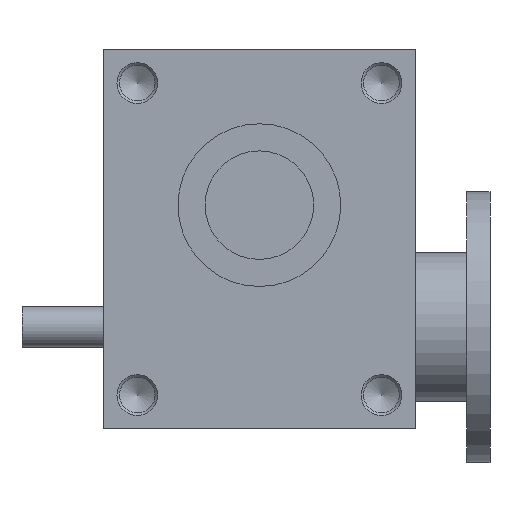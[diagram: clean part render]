
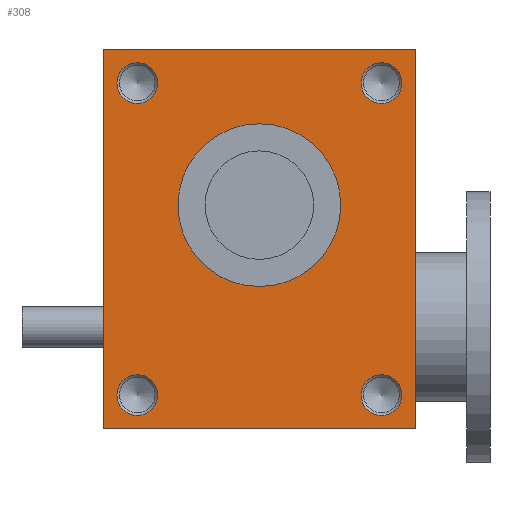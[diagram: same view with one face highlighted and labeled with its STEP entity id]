
A CAD part, front view. The second image highlights one B-rep face of the part: STEP entity #308.
In plain terms, the highlighted planar face has unit normal (0, -1, 0).
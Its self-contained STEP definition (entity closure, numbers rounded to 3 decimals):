
#308 = ADVANCED_FACE( '', ( #751, #752, #753, #754, #755, #756 ), #757, .F. );
#751 = FACE_BOUND( '', #1450, .T. );
#752 = FACE_BOUND( '', #1451, .T. );
#753 = FACE_BOUND( '', #1452, .T. );
#754 = FACE_BOUND( '', #1453, .T. );
#755 = FACE_BOUND( '', #1454, .T. );
#756 = FACE_OUTER_BOUND( '', #1455, .T. );
#757 = PLANE( '', #1456 );
#1450 = EDGE_LOOP( '', ( #2150 ) );
#1451 = EDGE_LOOP( '', ( #2151 ) );
#1452 = EDGE_LOOP( '', ( #2152 ) );
#1453 = EDGE_LOOP( '', ( #2153 ) );
#1454 = EDGE_LOOP( '', ( #2154 ) );
#1455 = EDGE_LOOP( '', ( #2155, #2156, #2157, #2158 ) );
#1456 = AXIS2_PLACEMENT_3D( '', #2159, #2160, #2161 );
#2150 = ORIENTED_EDGE( '', *, *, #3737, .F. );
#2151 = ORIENTED_EDGE( '', *, *, #3738, .F. );
#2152 = ORIENTED_EDGE( '', *, *, #3739, .F. );
#2153 = ORIENTED_EDGE( '', *, *, #3740, .F. );
#2154 = ORIENTED_EDGE( '', *, *, #3741, .T. );
#2155 = ORIENTED_EDGE( '', *, *, #3723, .T. );
#2156 = ORIENTED_EDGE( '', *, *, #3742, .F. );
#2157 = ORIENTED_EDGE( '', *, *, #3743, .F. );
#2158 = ORIENTED_EDGE( '', *, *, #3744, .T. );
#2159 = CARTESIAN_POINT( '', ( -115., -88., 140. ) );
#2160 = DIRECTION( '', ( 0., 1., 0. ) );
#2161 = DIRECTION( '', ( 0., 0., 1. ) );
#3723 = EDGE_CURVE( '', #4335, #4339, #4341, .T. );
#3737 = EDGE_CURVE( '', #4363, #4363, #4364, .T. );
#3738 = EDGE_CURVE( '', #4365, #4365, #4366, .T. );
#3739 = EDGE_CURVE( '', #4367, #4367, #4368, .T. );
#3740 = EDGE_CURVE( '', #4369, #4369, #4370, .T. );
#3741 = EDGE_CURVE( '', #4371, #4371, #4372, .T. );
#3742 = EDGE_CURVE( '', #4373, #4339, #4374, .T. );
#3743 = EDGE_CURVE( '', #4375, #4373, #4376, .T. );
#3744 = EDGE_CURVE( '', #4375, #4335, #4377, .T. );
#4335 = VERTEX_POINT( '', #5229 );
#4339 = VERTEX_POINT( '', #5235 );
#4341 = LINE( '', #5238, #5239 );
#4363 = VERTEX_POINT( '', #5261 );
#4364 = CIRCLE( '', #5262, 15. );
#4365 = VERTEX_POINT( '', #5263 );
#4366 = CIRCLE( '', #5264, 15. );
#4367 = VERTEX_POINT( '', #5265 );
#4368 = CIRCLE( '', #5266, 15. );
#4369 = VERTEX_POINT( '', #5267 );
#4370 = CIRCLE( '', #5268, 15. );
#4371 = VERTEX_POINT( '', #5269 );
#4372 = CIRCLE( '', #5270, 60. );
#4373 = VERTEX_POINT( '', #5271 );
#4374 = LINE( '', #5272, #5273 );
#4375 = VERTEX_POINT( '', #5274 );
#4376 = LINE( '', #5275, #5276 );
#4377 = LINE( '', #5277, #5278 );
#5229 = CARTESIAN_POINT( '', ( -115., -88., -140. ) );
#5235 = CARTESIAN_POINT( '', ( 115., -88., -140. ) );
#5238 = CARTESIAN_POINT( '', ( -115., -88., -140. ) );
#5239 = VECTOR( '', #6446, 1000. );
#5261 = CARTESIAN_POINT( '', ( -90., -88., -130. ) );
#5262 = AXIS2_PLACEMENT_3D( '', #6471, #6472, #6473 );
#5263 = CARTESIAN_POINT( '', ( -90., -88., 100. ) );
#5264 = AXIS2_PLACEMENT_3D( '', #6474, #6475, #6476 );
#5265 = CARTESIAN_POINT( '', ( 90., -88., 100. ) );
#5266 = AXIS2_PLACEMENT_3D( '', #6477, #6478, #6479 );
#5267 = CARTESIAN_POINT( '', ( 90., -88., -130. ) );
#5268 = AXIS2_PLACEMENT_3D( '', #6480, #6481, #6482 );
#5269 = CARTESIAN_POINT( '', ( 60., -88., 25. ) );
#5270 = AXIS2_PLACEMENT_3D( '', #6483, #6484, #6485 );
#5271 = CARTESIAN_POINT( '', ( 115., -88., 140. ) );
#5272 = CARTESIAN_POINT( '', ( 115., -88., 140. ) );
#5273 = VECTOR( '', #6486, 1000. );
#5274 = CARTESIAN_POINT( '', ( -115., -88., 140. ) );
#5275 = CARTESIAN_POINT( '', ( -115., -88., 140. ) );
#5276 = VECTOR( '', #6487, 1000. );
#5277 = CARTESIAN_POINT( '', ( -115., -88., 140. ) );
#5278 = VECTOR( '', #6488, 1000. );
#6446 = DIRECTION( '', ( 1., 0., 0. ) );
#6471 = CARTESIAN_POINT( '', ( -90., -88., -115. ) );
#6472 = DIRECTION( '', ( 0., -1., 0. ) );
#6473 = DIRECTION( '', ( 0., 0., -1. ) );
#6474 = CARTESIAN_POINT( '', ( -90., -88., 115. ) );
#6475 = DIRECTION( '', ( 0., -1., 0. ) );
#6476 = DIRECTION( '', ( 0., 0., -1. ) );
#6477 = CARTESIAN_POINT( '', ( 90., -88., 115. ) );
#6478 = DIRECTION( '', ( 0., -1., 0. ) );
#6479 = DIRECTION( '', ( 0., 0., -1. ) );
#6480 = CARTESIAN_POINT( '', ( 90., -88., -115. ) );
#6481 = DIRECTION( '', ( 0., -1., 0. ) );
#6482 = DIRECTION( '', ( 0., 0., -1. ) );
#6483 = CARTESIAN_POINT( '', ( 0., -88., 25. ) );
#6484 = DIRECTION( '', ( 0., 1., 0. ) );
#6485 = DIRECTION( '', ( 1., 0., 0. ) );
#6486 = DIRECTION( '', ( 0., 0., -1. ) );
#6487 = DIRECTION( '', ( 1., 0., 0. ) );
#6488 = DIRECTION( '', ( 0., 0., -1. ) );
